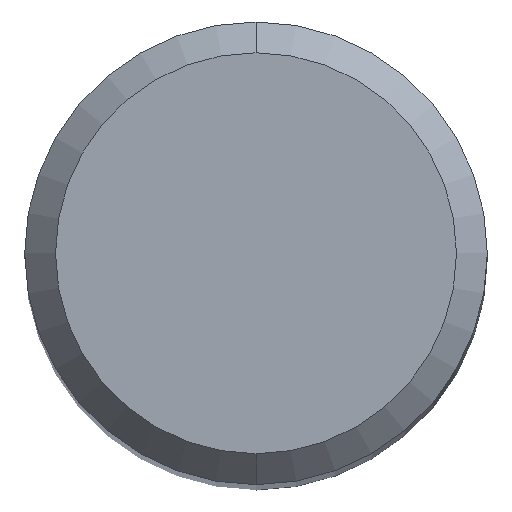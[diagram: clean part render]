
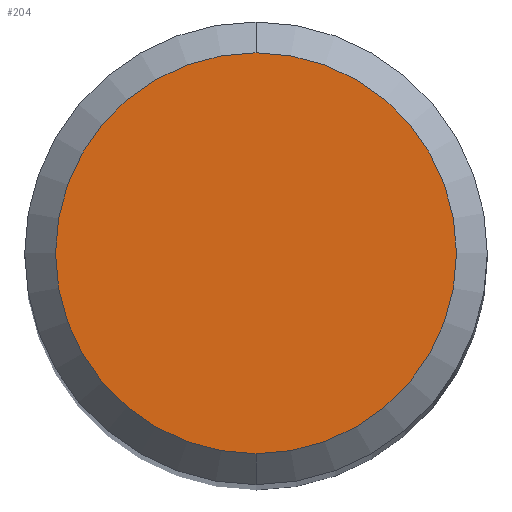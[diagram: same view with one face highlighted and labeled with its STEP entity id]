
A CAD part, top view. The second image highlights one B-rep face of the part: STEP entity #204.
In plain terms, the highlighted planar face has unit normal (0, 0, 1).
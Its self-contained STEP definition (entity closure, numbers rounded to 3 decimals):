
#204=ADVANCED_FACE('',(#502),#503,.T.);
#254=EDGE_CURVE('',#288,#336,#557,.T.);
#288=VERTEX_POINT('',#596);
#314=EDGE_CURVE('',#336,#288,#624,.T.);
#336=VERTEX_POINT('',#648);
#502=FACE_OUTER_BOUND('',#855,.T.);
#503=PLANE('',#856);
#557=CIRCLE('',#1006,2.6);
#596=CARTESIAN_POINT('',(0.,-2.6,0.0));
#624=CIRCLE('',#1151,2.6);
#648=CARTESIAN_POINT('',(0.0,2.6,0.0));
#855=EDGE_LOOP('',(#1441,#1442));
#856=AXIS2_PLACEMENT_3D('',#1443,#1444,#1445);
#1006=AXIS2_PLACEMENT_3D('',#1497,#1498,#1499);
#1151=AXIS2_PLACEMENT_3D('',#1578,#1579,#1580);
#1441=ORIENTED_EDGE('',*,*,#314,.F.);
#1442=ORIENTED_EDGE('',*,*,#254,.F.);
#1443=CARTESIAN_POINT('',(0.0,1.3,0.0));
#1444=DIRECTION('',(-0.0,0.0,1.0));
#1445=DIRECTION('',(0.0,-1.0,0.0));
#1497=CARTESIAN_POINT('',(0.0,0.0,0.0));
#1498=DIRECTION('',(0.0,0.0,-1.0));
#1499=DIRECTION('',(0.0,1.0,0.0));
#1578=CARTESIAN_POINT('',(0.0,0.0,0.0));
#1579=DIRECTION('',(0.0,0.0,-1.0));
#1580=DIRECTION('',(0.0,1.0,0.0));
